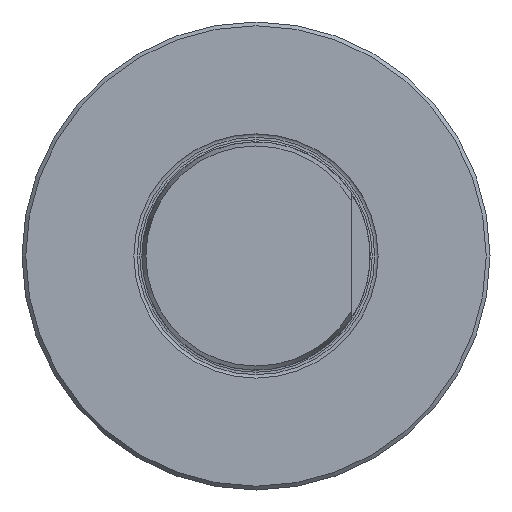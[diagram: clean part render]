
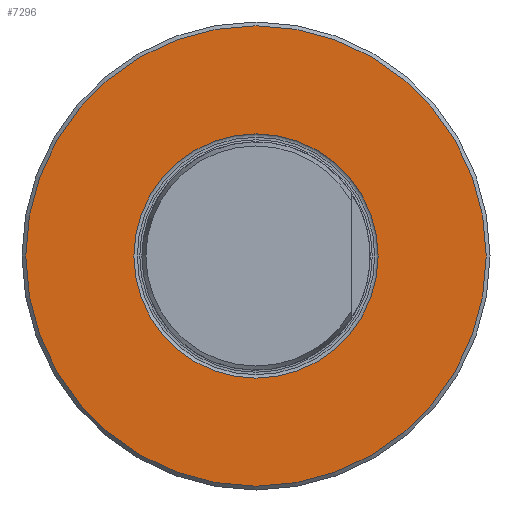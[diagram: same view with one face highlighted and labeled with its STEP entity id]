
A CAD part, front view. The second image highlights one B-rep face of the part: STEP entity #7296.
In plain terms, the highlighted planar face has unit normal (0, -1, 0).
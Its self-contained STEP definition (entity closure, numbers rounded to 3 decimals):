
#508 = EDGE_CURVE ( 'NONE', #8742, #8742, #15443, .T. ) ;
#1620 = EDGE_CURVE ( 'NONE', #2575, #2575, #11746, .T. ) ;
#2389 = FACE_BOUND ( 'NONE', #3422, .T. ) ;
#2575 = VERTEX_POINT ( 'NONE', #12520 ) ;
#3050 = DIRECTION ( 'NONE',  ( 1., 0., 0. ) ) ;
#3422 = EDGE_LOOP ( 'NONE', ( #12113 ) ) ;
#3588 = EDGE_LOOP ( 'NONE', ( #6955 ) ) ;
#4577 = CARTESIAN_POINT ( 'NONE',  ( -32.15, 0., 0. ) ) ;
#5571 = CARTESIAN_POINT ( 'NONE',  ( 0., 0., 0. ) ) ;
#6610 = AXIS2_PLACEMENT_3D ( 'NONE', #8072, #12957, #9341 ) ;
#6799 = DIRECTION ( 'NONE',  ( 0., -1., 0. ) ) ;
#6819 = AXIS2_PLACEMENT_3D ( 'NONE', #4577, #13521, #14771 ) ;
#6955 = ORIENTED_EDGE ( 'NONE', *, *, #1620, .F. ) ;
#7296 = ADVANCED_FACE ( 'Defeature completata1_9', ( #10885, #2389 ), #12248, .T. ) ;
#8072 = CARTESIAN_POINT ( 'NONE',  ( 0., 0., 0. ) ) ;
#8742 = VERTEX_POINT ( 'NONE', #14723 ) ;
#9341 = DIRECTION ( 'NONE',  ( -1., 0., 0. ) ) ;
#10885 = FACE_OUTER_BOUND ( 'NONE', #3588, .T. ) ;
#11746 = CIRCLE ( 'NONE', #6610, 60.5 ) ;
#11812 = AXIS2_PLACEMENT_3D ( 'NONE', #5571, #6799, #3050 ) ;
#12113 = ORIENTED_EDGE ( 'NONE', *, *, #508, .F. ) ;
#12248 = PLANE ( 'NONE',  #6819 ) ;
#12520 = CARTESIAN_POINT ( 'NONE',  ( -60.5, 0., 0. ) ) ;
#12957 = DIRECTION ( 'NONE',  ( 0., 1., 0. ) ) ;
#13521 = DIRECTION ( 'NONE',  ( 0., -1., 0. ) ) ;
#14723 = CARTESIAN_POINT ( 'NONE',  ( 32.095, 0., 0. ) ) ;
#14771 = DIRECTION ( 'NONE',  ( 1., 0., 0. ) ) ;
#15443 = CIRCLE ( 'NONE', #11812, 32.095 ) ;
